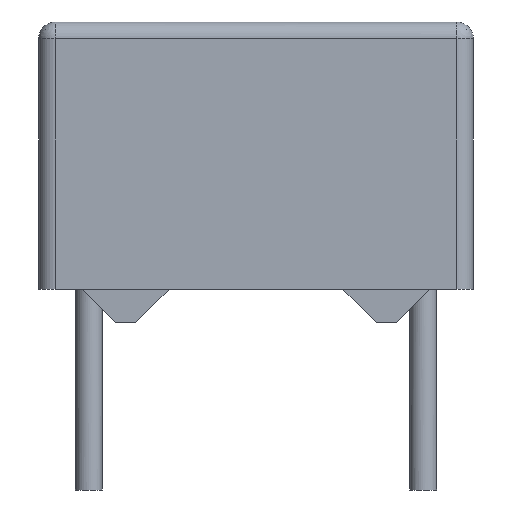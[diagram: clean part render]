
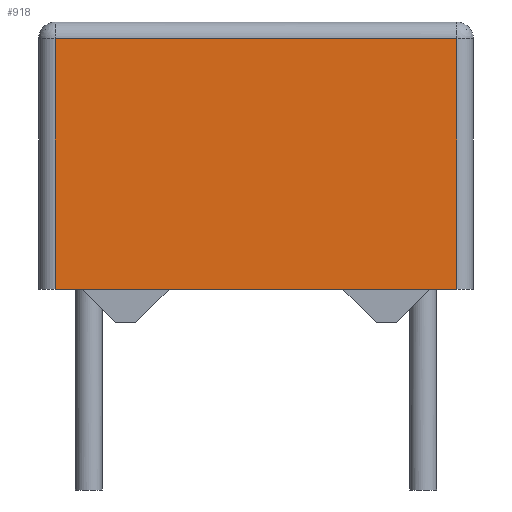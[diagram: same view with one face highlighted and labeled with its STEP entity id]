
A CAD part, front view. The second image highlights one B-rep face of the part: STEP entity #918.
In plain terms, the highlighted planar face has unit normal (0, -1, 0).
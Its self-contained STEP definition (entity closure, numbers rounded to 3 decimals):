
#126=FACE_OUTER_BOUND('',#188,.T.);
#188=EDGE_LOOP('',(#719,#720,#721,#722));
#243=LINE('',#1631,#329);
#264=LINE('',#1670,#350);
#265=LINE('',#1671,#351);
#266=LINE('',#1672,#352);
#329=VECTOR('',#1152,1000.);
#350=VECTOR('',#1191,1000.);
#351=VECTOR('',#1192,1000.);
#352=VECTOR('',#1193,1000.);
#417=VERTEX_POINT('',#1590);
#421=VERTEX_POINT('',#1600);
#430=VERTEX_POINT('',#1628);
#431=VERTEX_POINT('',#1630);
#523=EDGE_CURVE('',#431,#430,#243,.T.);
#545=EDGE_CURVE('',#417,#421,#264,.T.);
#546=EDGE_CURVE('',#421,#431,#265,.T.);
#547=EDGE_CURVE('',#430,#417,#266,.T.);
#719=ORIENTED_EDGE('',*,*,#545,.T.);
#720=ORIENTED_EDGE('',*,*,#546,.T.);
#721=ORIENTED_EDGE('',*,*,#523,.T.);
#722=ORIENTED_EDGE('',*,*,#547,.T.);
#869=PLANE('',#1020);
#918=ADVANCED_FACE('',(#126),#869,.T.);
#1020=AXIS2_PLACEMENT_3D('',#1669,#1189,#1190);
#1152=DIRECTION('',(1.,0.,0.));
#1189=DIRECTION('center_axis',(0.,-1.,0.));
#1190=DIRECTION('ref_axis',(1.,0.,0.));
#1191=DIRECTION('',(-1.,0.,0.));
#1192=DIRECTION('',(0.,0.,-1.));
#1193=DIRECTION('',(0.,0.,1.));
#1590=CARTESIAN_POINT('',(6.,-2.,8.5));
#1600=CARTESIAN_POINT('',(-6.,-2.,8.5));
#1628=CARTESIAN_POINT('',(6.,-2.,1.));
#1630=CARTESIAN_POINT('',(-6.,-2.,1.));
#1631=CARTESIAN_POINT('',(0.,-2.,1.));
#1669=CARTESIAN_POINT('Origin',(-6.5,-2.,0.));
#1670=CARTESIAN_POINT('',(-6.5,-2.,8.5));
#1671=CARTESIAN_POINT('',(-6.,-2.,0.));
#1672=CARTESIAN_POINT('',(6.,-2.,0.));
